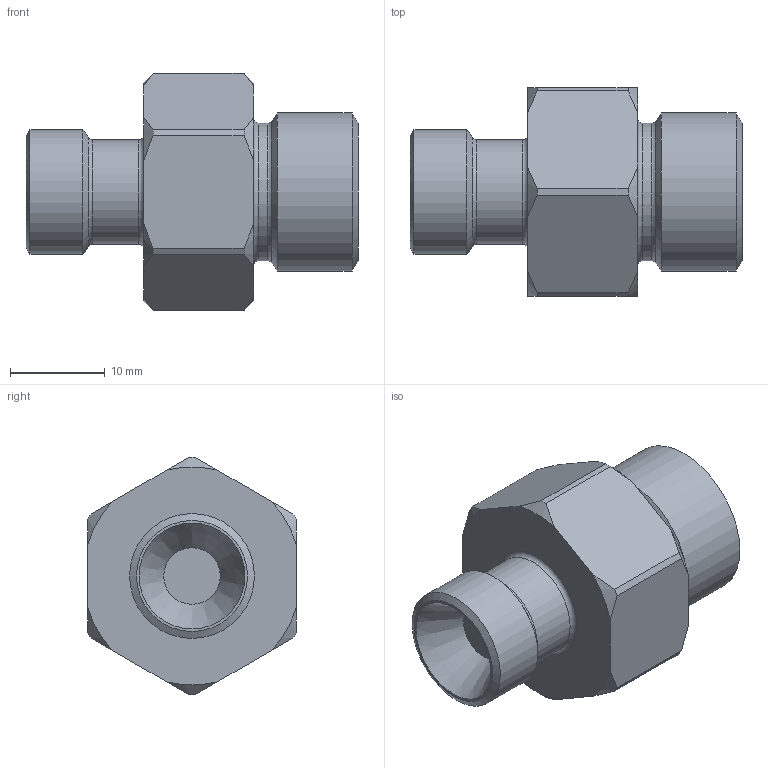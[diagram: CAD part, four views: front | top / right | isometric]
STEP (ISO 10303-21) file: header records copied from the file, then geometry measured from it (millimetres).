
FILE_DESCRIPTION(/* description */ ('Unknown'),/* implementation_level */ '2;1');
FILE_NAME(/* name */ '200232510',/* time_stamp */ '2020-11-04T09:00:45+01:00',/* author */ ('Unknown'),/* organization */ ('Unknown'),/* preprocessor_version */ 'ST-DEVELOPER v16.7',/* originating_system */ 'Solid Edge',/* authorisation */ 'Unknown');
FILE_SCHEMA (('AUTOMOTIVE_DESIGN {1 0 10303 214 3 1 1}'));
Length unit declared in the file: millimetre
Products named in the file (1): 20 0232 5102
Bounding box: 35 x 22 x 25 mm (x, y, z)
Volume: 7789.8 mm3; surface area: 3357.4 mm2
Topology: 1 solids, 3 shells, 65 faces, 154 edges, 99 vertices
Faces by surface type: plane 24, cone 20, cylinder 15, torus 6
Full cylindrical faces by diameter (mm): 6 x1, 8.7 x1, 8.917 x2, 9.5 x1, 11 x1, 13.16 x1, 14.5 x1, 16.66 x1
Entity records: 2249 total; most frequent: CARTESIAN_POINT 362, DIRECTION 302, ORIENTED_EDGE 258, AXIS2_PLACEMENT_3D 131, EDGE_CURVE 129, VERTEX_POINT 95, EDGE_LOOP 92, FACE_BOUND 92
